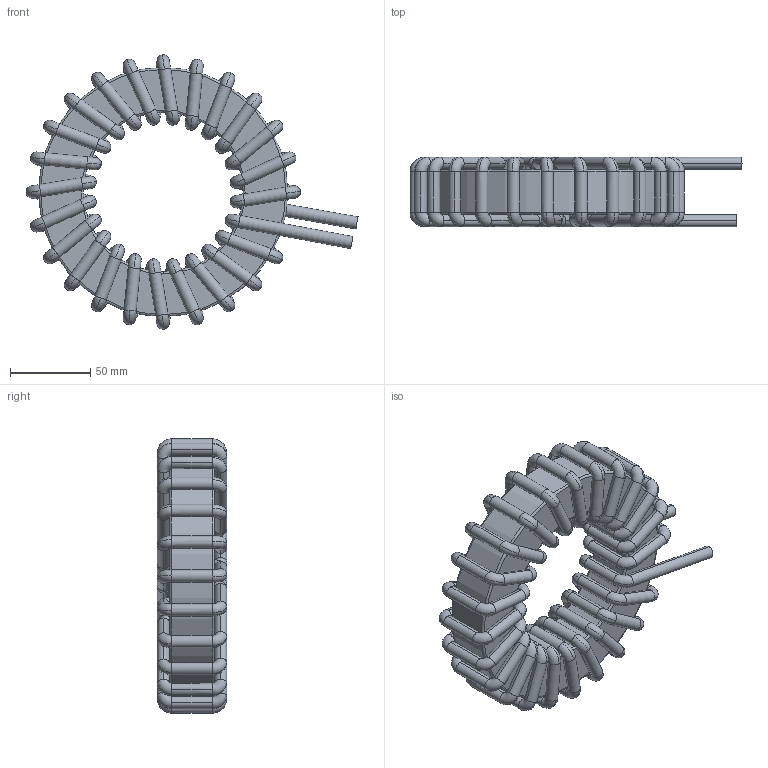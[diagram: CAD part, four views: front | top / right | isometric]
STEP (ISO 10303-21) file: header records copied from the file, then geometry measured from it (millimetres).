
FILE_DESCRIPTION (( 'STEP AP214' ), '1' );
FILE_NAME ('ME5240WeeklyRecapChallenge09B.STEP', '2014-03-20T02:06:37', ( '' ), ( '' ), 'SwSTEP 2.0', 'SolidWorks 2013', '' );
FILE_SCHEMA (( 'AUTOMOTIVE_DESIGN' ));
Length unit declared in the file: inch
Products named in the file (1): ME5240WeeklyRecapChallenge09B
Bounding box: 206.23 x 43.18 x 170.45 mm (x, y, z)
Volume: 458634.1 mm3; surface area: 122637 mm2
Topology: 2 solids, 2 shells, 394 faces, 1162 edges, 772 vertices
Faces by surface type: torus 196, cylinder 194, plane 4
Entity records: 14047 total; most frequent: DIRECTION 2920, CARTESIAN_POINT 2329, ORIENTED_EDGE 2324, AXIS2_PLACEMENT_3D 1363, EDGE_CURVE 1162, CIRCLE 968, VERTEX_POINT 772, EDGE_LOOP 396
